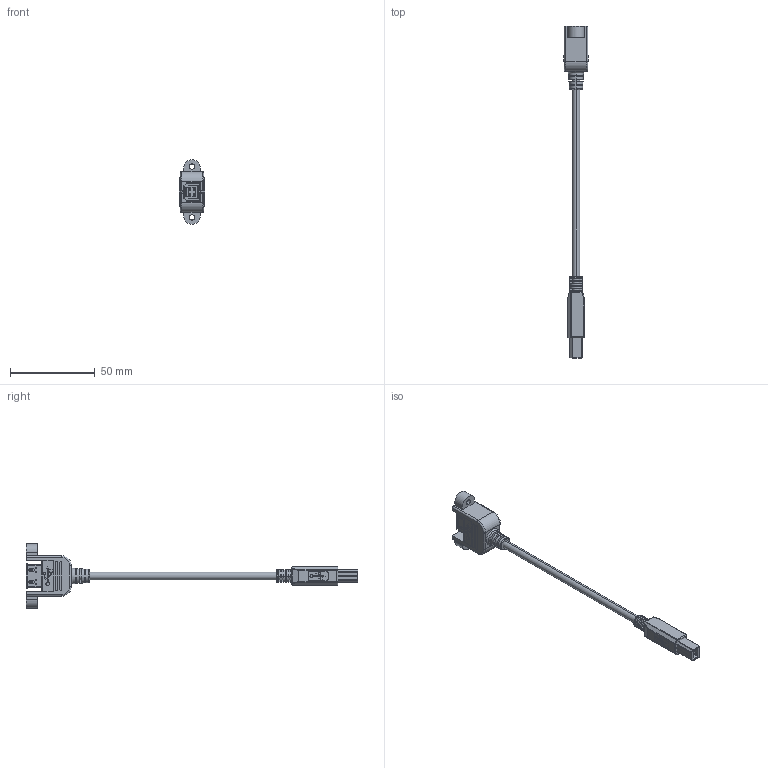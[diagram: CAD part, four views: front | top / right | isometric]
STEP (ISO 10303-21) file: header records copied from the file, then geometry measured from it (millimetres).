
FILE_DESCRIPTION (( 'STEP AP214' ), '1' );
FILE_NAME ('UPMAB.STEP', '2010-01-25T15:30:28', ( 'Windows XP Mode' ), ( '' ), 'SwSTEP 2.0', 'SolidWorks 2008', '' );
FILE_SCHEMA (( 'AUTOMOTIVE_DESIGN' ));
Length unit declared in the file: inch
Products named in the file (11): MTN-160; 1AA05-004-MA3; MTN-157_l-com logo; 3AB06-005-MA1; UPMAB; 1AA05-004_NOT CRIMPED; 3AB06-026_WITHOUT CABLE; CSMUAA-MA1; 1AA05-004-MA4; 1AA05-004-MA2_NOT CRIMPED; 1AA05-004-MA1
Assembly tree (13 placements, depth 4):
  UPMAB
    CSMUAA-MA1
    MTN-157_l-com logo
    3AB06-005-MA1
    3AB06-026_WITHOUT CABLE
      MTN-160
      1AA05-004_NOT CRIMPED
        1AA05-004-MA3  x4
        1AA05-004-MA2_NOT CRIMPED
        1AA05-004-MA4
        1AA05-004-MA1
Bounding box: 14.8 x 196.1 x 38 mm (x, y, z)
Volume: 14020.8 mm3; surface area: 11881.6 mm2
Topology: 12 solids, 12 shells, 891 faces, 2383 edges, 1538 vertices
Faces by surface type: plane 563, cylinder 219, bspline 73, sphere 24, torus 8, cone 4
Entity records: 32335 total; most frequent: CARTESIAN_POINT 8692, ORIENTED_EDGE 4538, DIRECTION 4150, EDGE_CURVE 2269, LINE 1626, VECTOR 1626, VERTEX_POINT 1478, AXIS2_PLACEMENT_3D 1262
